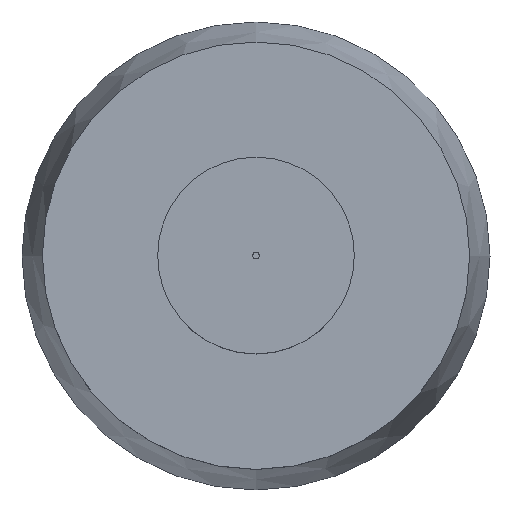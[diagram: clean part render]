
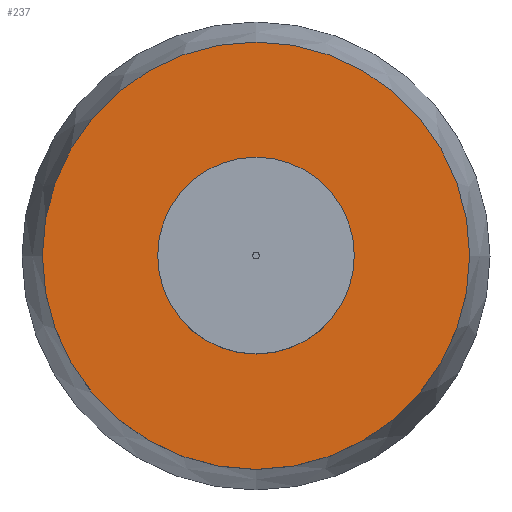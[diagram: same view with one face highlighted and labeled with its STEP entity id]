
A CAD part, top view. The second image highlights one B-rep face of the part: STEP entity #237.
In plain terms, the highlighted planar face has unit normal (0, 0, 1).
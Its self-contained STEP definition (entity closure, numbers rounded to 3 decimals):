
#17=FACE_BOUND('',#73,.T.);
#33=CIRCLE('',#288,14.5);
#34=CIRCLE('',#290,31.5);
#54=FACE_OUTER_BOUND('',#72,.T.);
#72=EDGE_LOOP('',(#205));
#73=EDGE_LOOP('',(#206));
#124=VERTEX_POINT('',#479);
#125=VERTEX_POINT('',#483);
#152=EDGE_CURVE('',#124,#124,#33,.T.);
#154=EDGE_CURVE('',#125,#125,#34,.T.);
#205=ORIENTED_EDGE('',*,*,#154,.F.);
#206=ORIENTED_EDGE('',*,*,#152,.T.);
#222=PLANE('',#289);
#237=ADVANCED_FACE('',(#54,#17),#222,.T.);
#288=AXIS2_PLACEMENT_3D('',#480,#356,#357);
#289=AXIS2_PLACEMENT_3D('',#482,#359,#360);
#290=AXIS2_PLACEMENT_3D('',#484,#361,#362);
#356=DIRECTION('center_axis',(0.,0.,-1.));
#357=DIRECTION('ref_axis',(1.,0.,0.));
#359=DIRECTION('center_axis',(0.,0.,1.));
#360=DIRECTION('ref_axis',(1.,0.,0.));
#361=DIRECTION('center_axis',(0.,0.,-1.));
#362=DIRECTION('ref_axis',(1.,0.,0.));
#479=CARTESIAN_POINT('',(-14.5,0.,10.));
#480=CARTESIAN_POINT('Origin',(0.,0.,10.));
#482=CARTESIAN_POINT('Origin',(31.5,0.,10.));
#483=CARTESIAN_POINT('',(-31.5,0.,10.));
#484=CARTESIAN_POINT('Origin',(0.,0.,10.));
